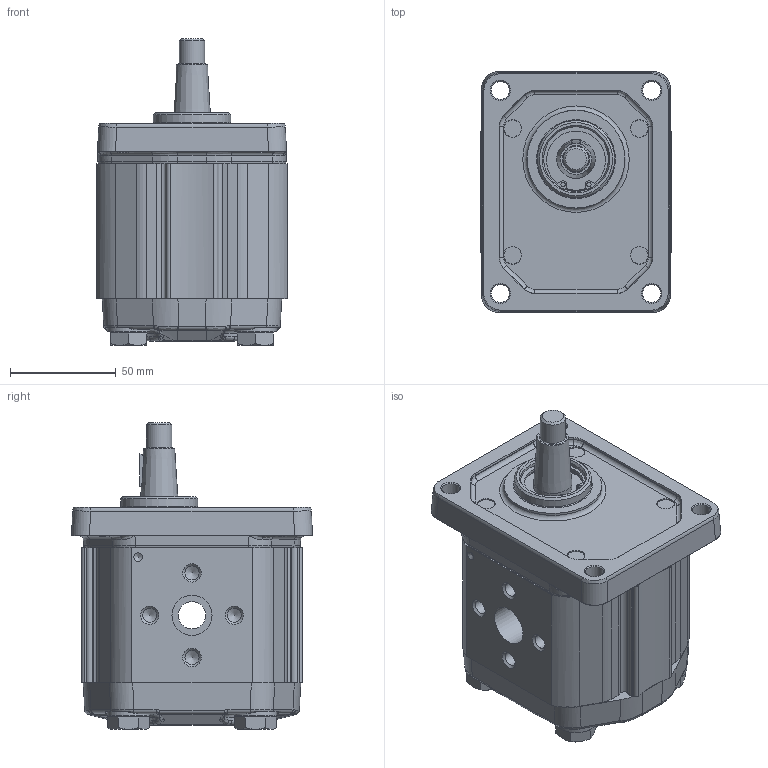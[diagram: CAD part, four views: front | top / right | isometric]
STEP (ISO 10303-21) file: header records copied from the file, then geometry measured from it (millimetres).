
FILE_DESCRIPTION((''),'2;1');
FILE_NAME('GHP2-D-16.stp','2017-04-10T14:35:10',('Atma_101'),(''),'Autodesk Inventor 2013','Autodesk Inventor 2013','');
FILE_SCHEMA(('AUTOMOTIVE_DESIGN { 1 0 10303 214 1 1 1 1 }'));
Length unit declared in the file: millimetre
Products named in the file (1): Parte62
Bounding box: 90 x 113.99 x 144.9 mm (x, y, z)
Volume: 648234.1 mm3; surface area: 114994.4 mm2
Topology: 2 solids, 12 shells, 775 faces, 1803 edges, 1081 vertices
Faces by surface type: cylinder 282, plane 234, bspline 104, cone 90, torus 57, sphere 8
Full cylindrical faces by diameter (mm): 2 x2, 4 x9, 6.647 x8, 8.376 x4, 8.5 x4, 10 x4, 10.5 x8, 12 x1, 13 x1, 14 x12, 15.6 x4, 18 x3, 18.5 x1, 19 x1, 20 x4, 22.2 x1, 23.5 x1, 26.5 x1, 30 x1, 30.6 x1, 31.4 x1, 36.5 x1
Entity records: 24024 total; most frequent: CARTESIAN_POINT 6566, DIRECTION 3612, ORIENTED_EDGE 3204, EDGE_CURVE 1602, AXIS2_PLACEMENT_3D 1518, VERTEX_POINT 1028, EDGE_LOOP 986, FACE_OUTER_BOUND 775
